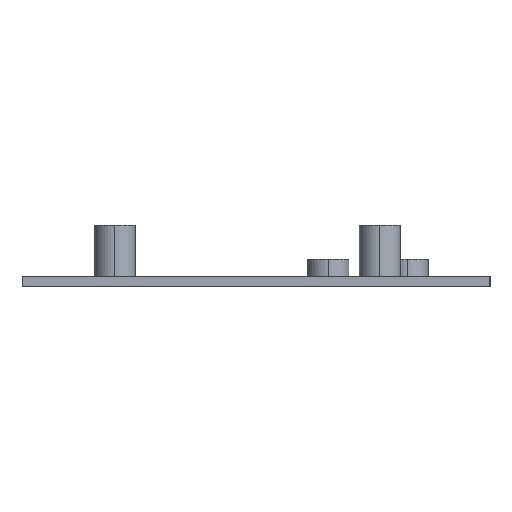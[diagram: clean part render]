
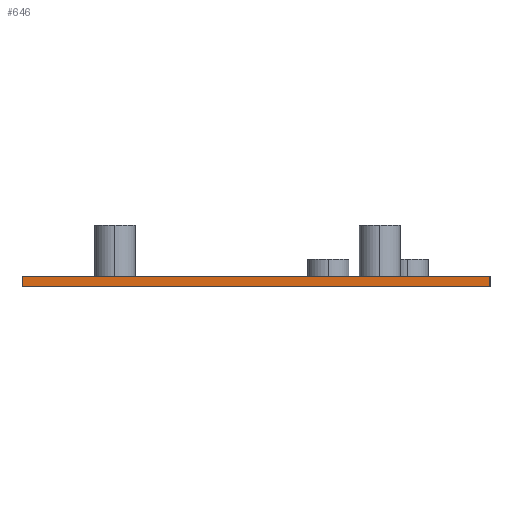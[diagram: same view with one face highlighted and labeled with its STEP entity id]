
A CAD part, left-side view. The second image highlights one B-rep face of the part: STEP entity #646.
In plain terms, the highlighted planar face has unit normal (-1, 0, 0).
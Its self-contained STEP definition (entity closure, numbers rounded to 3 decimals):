
#144 = CARTESIAN_POINT ( 'NONE',  ( -97.5, 0., -1.5 ) ) ;
#167 = VERTEX_POINT ( 'NONE', #1932 ) ;
#315 = VERTEX_POINT ( 'NONE', #841 ) ;
#322 = VECTOR ( 'NONE', #494, 1000. ) ;
#323 = DIRECTION ( 'NONE',  ( 0., -1., 0. ) ) ;
#342 = FACE_OUTER_BOUND ( 'NONE', #425, .T. ) ;
#388 = DIRECTION ( 'NONE',  ( 0., 0., 1. ) ) ;
#425 = EDGE_LOOP ( 'NONE', ( #818, #1311, #1677, #1867 ) ) ;
#494 = DIRECTION ( 'NONE',  ( 0., 0., 1. ) ) ;
#543 = LINE ( 'NONE', #2313, #959 ) ;
#556 = EDGE_CURVE ( 'NONE', #1043, #1425, #1388, .T. ) ;
#646 = ADVANCED_FACE ( 'NONE', ( #342 ), #704, .T. ) ;
#682 = EDGE_CURVE ( 'NONE', #315, #1043, #543, .T. ) ;
#704 = PLANE ( 'NONE',  #1983 ) ;
#818 = ORIENTED_EDGE ( 'NONE', *, *, #556, .T. ) ;
#841 = CARTESIAN_POINT ( 'NONE',  ( -97.5, 68., -1.5 ) ) ;
#862 = CARTESIAN_POINT ( 'NONE',  ( -97.5, -68., 1.5 ) ) ;
#936 = EDGE_CURVE ( 'NONE', #315, #167, #2015, .T. ) ;
#959 = VECTOR ( 'NONE', #1787, 1000. ) ;
#965 = VECTOR ( 'NONE', #323, 1000. ) ;
#1043 = VERTEX_POINT ( 'NONE', #1996 ) ;
#1294 = CARTESIAN_POINT ( 'NONE',  ( -97.5, 68., -1.5 ) ) ;
#1311 = ORIENTED_EDGE ( 'NONE', *, *, #1786, .F. ) ;
#1349 = VECTOR ( 'NONE', #388, 1000. ) ;
#1388 = LINE ( 'NONE', #2108, #322 ) ;
#1425 = VERTEX_POINT ( 'NONE', #862 ) ;
#1677 = ORIENTED_EDGE ( 'NONE', *, *, #936, .F. ) ;
#1786 = EDGE_CURVE ( 'NONE', #167, #1425, #2264, .T. ) ;
#1787 = DIRECTION ( 'NONE',  ( 0., -1., 0. ) ) ;
#1865 = CARTESIAN_POINT ( 'NONE',  ( -97.5, 0., 1.5 ) ) ;
#1867 = ORIENTED_EDGE ( 'NONE', *, *, #682, .T. ) ;
#1932 = CARTESIAN_POINT ( 'NONE',  ( -97.5, 68., 1.5 ) ) ;
#1983 = AXIS2_PLACEMENT_3D ( 'NONE', #144, #2127, #2305 ) ;
#1996 = CARTESIAN_POINT ( 'NONE',  ( -97.5, -68., -1.5 ) ) ;
#2015 = LINE ( 'NONE', #1294, #1349 ) ;
#2108 = CARTESIAN_POINT ( 'NONE',  ( -97.5, -68., -1.5 ) ) ;
#2127 = DIRECTION ( 'NONE',  ( -1., 0., 0. ) ) ;
#2264 = LINE ( 'NONE', #1865, #965 ) ;
#2305 = DIRECTION ( 'NONE',  ( 0., 0., 1. ) ) ;
#2313 = CARTESIAN_POINT ( 'NONE',  ( -97.5, 0., -1.5 ) ) ;
